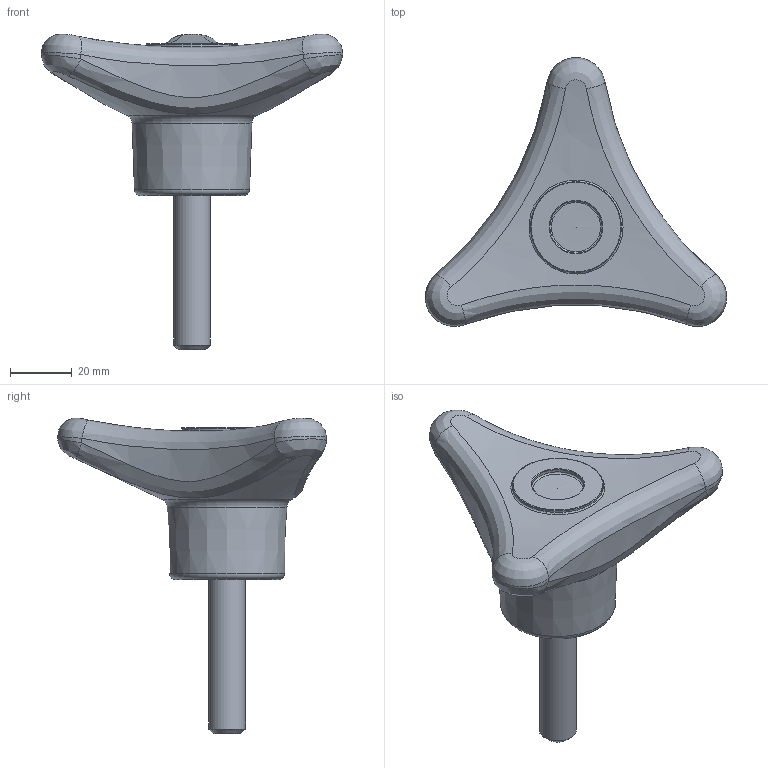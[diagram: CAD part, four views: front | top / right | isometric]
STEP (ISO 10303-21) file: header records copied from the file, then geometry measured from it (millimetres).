
FILE_DESCRIPTION( ( 'Unknown' ), '1' );
FILE_NAME( '6110090_3P110_P_M12x50.stp', 'Unknown', ( 'Unknown' ), ( 'Unknown' ), 'PSStep 11.0', 'Unknown', ' ' );
FILE_SCHEMA( ( 'AUTOMOTIVE_DESIGN { 1 0 10303 214 1 1 1 1 }' ) );
Length unit declared in the file: millimetre
Products named in the file (1): 6110090
Bounding box: 97.81 x 87.25 x 102.29 mm (x, y, z)
Volume: 112085.9 mm3; surface area: 17213.6 mm2
Topology: 1 solids, 2 shells, 38 faces, 83 edges, 49 vertices
Faces by surface type: bspline 14, cylinder 10, torus 6, plane 4, cone 4
Full cylindrical faces by diameter (mm): 12 x1, 14 x1, 16.957 x1, 29.458 x1
Entity records: 6513 total; most frequent: CARTESIAN_POINT 5551, ORIENTED_EDGE 120, DIRECTION 116, EDGE_CURVE 60, EDGE_LOOP 56, AXIS2_PLACEMENT_3D 55, FACE_OUTER_BOUND 49, VERTEX_POINT 43
